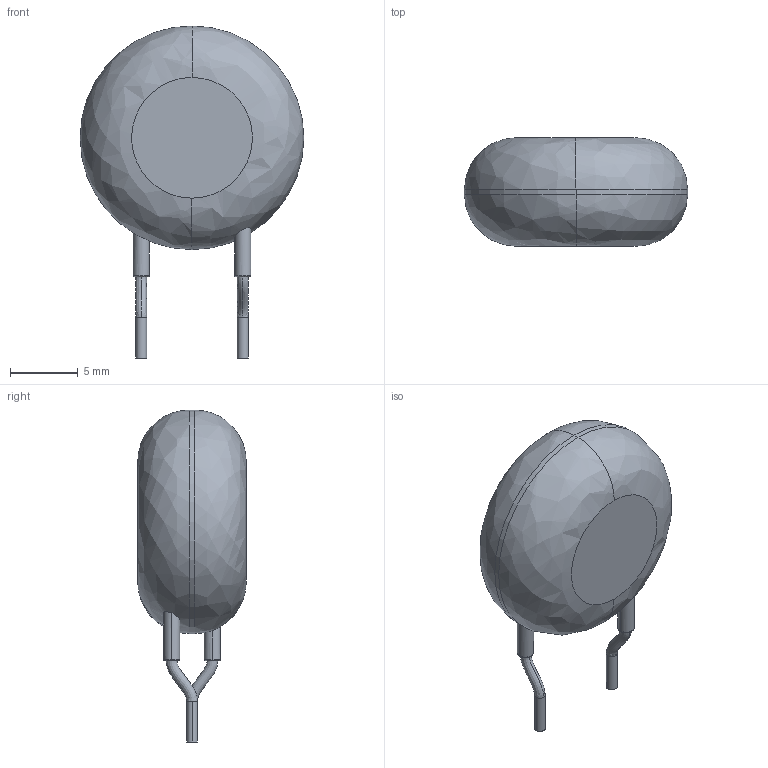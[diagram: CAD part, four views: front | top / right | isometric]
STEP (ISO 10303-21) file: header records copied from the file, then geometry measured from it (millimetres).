
FILE_DESCRIPTION (( 'STEP AP214' ), '1' );
FILE_NAME ('5F3016E4-6198-4ECA-B511-B737D0326FAB.STEP', '2024-03-15T20:09:41', ( '' ), ( '' ), 'SwSTEP 2.0', 'SolidWorks 2022', '' );
FILE_SCHEMA (( 'AUTOMOTIVE_DESIGN' ));
Length unit declared in the file: millimetre
Products named in the file (1): 5F3016E4-6198-4ECA-B511-B737D0326FAB
Bounding box: 16.5 x 8 x 24.5 mm (x, y, z)
Volume: 1436 mm3; surface area: 716.1 mm2
Topology: 1 solids, 1 shells, 28 faces, 74 edges, 52 vertices
Faces by surface type: bspline 12, cylinder 10, plane 6
Entity records: 1908 total; most frequent: CARTESIAN_POINT 943, ORIENTED_EDGE 148, DIRECTION 116, EDGE_CURVE 74, AXIS2_PLACEMENT_3D 53, VERTEX_POINT 52, CIRCLE 36, EDGE_LOOP 32
